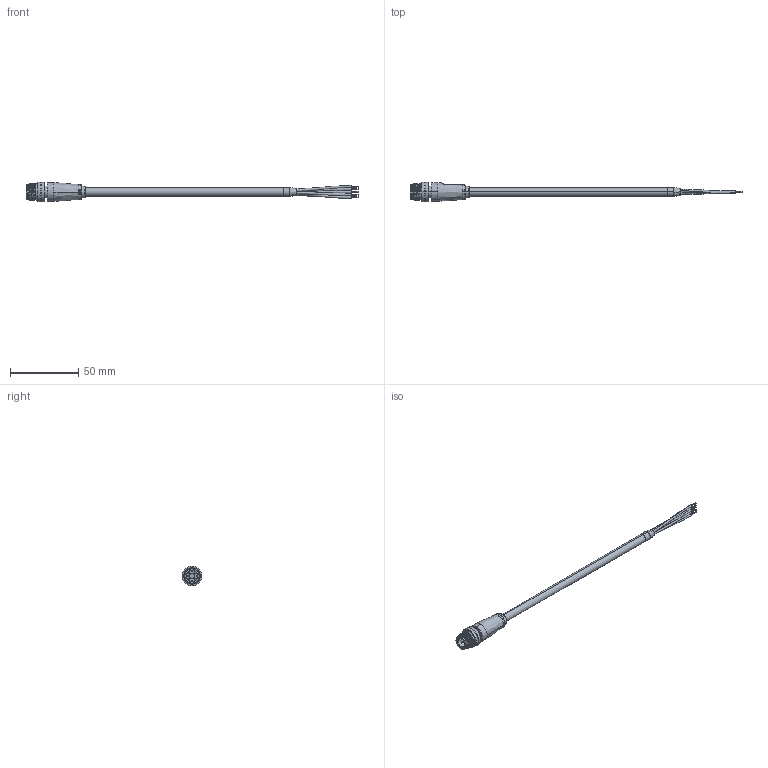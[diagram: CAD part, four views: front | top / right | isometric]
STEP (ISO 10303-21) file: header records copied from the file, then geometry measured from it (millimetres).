
FILE_DESCRIPTION (( 'STEP AP203' ), '1' );
FILE_NAME ('10-03826_revA.STEP', '2020-10-16T23:41:54', ( '' ), ( '' ), 'SwSTEP 2.0', 'SolidWorks 2015', '' );
FILE_SCHEMA (( 'CONFIG_CONTROL_DESIGN' ));
Length unit declared in the file: millimetre
Products named in the file (8): 50-00987-02_For STEP file; 30-01578_M12 (50 with 5mm tinned); 24-00349_Wire O6.8 mm; 50-00987-01___; 50-00987-03___; 50-00987___; 50-00987-04___; 10-03826_revA
Assembly tree (10 placements, depth 3):
  10-03826_revA
    30-01578_M12 (50 with 5mm tinned)
    24-00349_Wire O6.8 mm
    50-00987___
      50-00987-01___
      50-00987-02_For STEP file
      50-00987-03___  x4
      50-00987-04___
Bounding box: 243.5 x 14.5 x 14.5 mm (x, y, z)
Volume: 9638.3 mm3; surface area: 41576 mm2
Topology: 194 solids, 194 shells, 1495 faces, 3105 edges, 2028 vertices
Faces by surface type: cylinder 865, plane 487, bspline 59, torus 39, cone 37, sphere 8
Entity records: 42863 total; most frequent: CARTESIAN_POINT 10573, DIRECTION 7159, ORIENTED_EDGE 5768, AXIS2_PLACEMENT_3D 3074, EDGE_CURVE 2884, VERTEX_POINT 1902, EDGE_LOOP 1788, CIRCLE 1726
